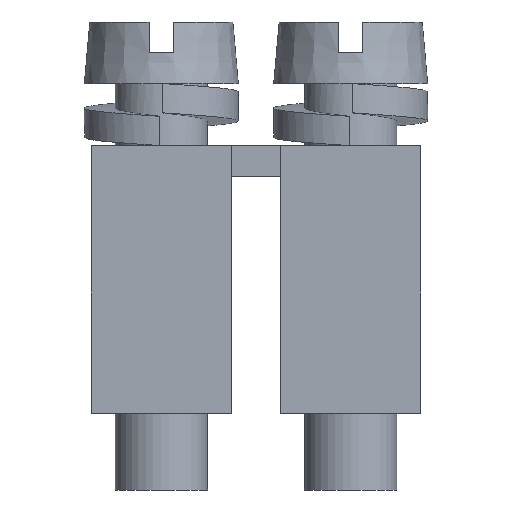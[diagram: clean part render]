
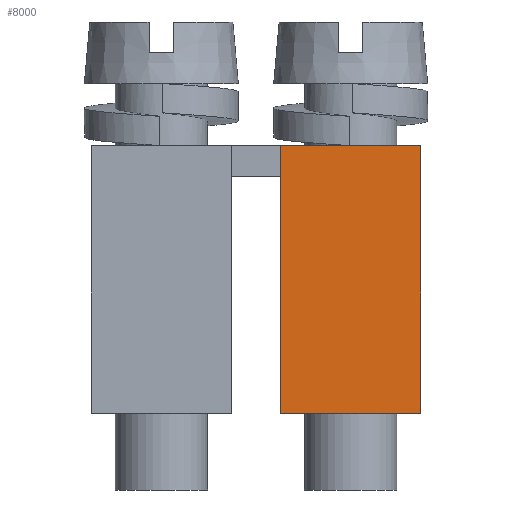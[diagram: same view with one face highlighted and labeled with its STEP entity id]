
A CAD part, front view. The second image highlights one B-rep face of the part: STEP entity #8000.
In plain terms, the highlighted face is planar.
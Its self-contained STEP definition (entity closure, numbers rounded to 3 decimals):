
#1000=CARTESIAN_POINT('',(44.429,-26.428,
7.075));
#1010=DIRECTION('',(0.,0.,-1.));
#1020=VECTOR('',#1010,1.);
#1030=LINE('',#1000,#1020);
#1040=CARTESIAN_POINT('',(44.429,-26.428,-35.975));
#1050=VERTEX_POINT('',#1040);
#1060=CARTESIAN_POINT('',(44.429,-26.428,-40.525));
#1070=VERTEX_POINT('',#1060);
#1080=EDGE_CURVE('',#1050,#1070,#1030,.T.);
#1580=CARTESIAN_POINT('',(44.429,-17.728,-40.525));
#1590=VERTEX_POINT('',#1580);
#1620=CARTESIAN_POINT('',(44.429,-18.228,-40.525));
#1630=DIRECTION('',(0.,1.,0.));
#1640=VECTOR('',#1630,1.);
#1650=LINE('',#1620,#1640);
#1660=EDGE_CURVE('',#1070,#1590,#1650,.T.);
#3280=CARTESIAN_POINT('',(44.429,-17.728,-35.975));
#3290=VERTEX_POINT('',#3280);
#3320=CARTESIAN_POINT('',(44.429,-17.728,
7.075));
#3330=DIRECTION('',(0.,0.,-1.));
#3340=VECTOR('',#3330,1.);
#3350=LINE('',#3320,#3340);
#3360=EDGE_CURVE('',#3290,#1590,#3350,.T.);
#7840=CARTESIAN_POINT('',(44.429,-17.728,
7.075));
#7850=DIRECTION('',(-1.,0.,0.));
#7860=DIRECTION('',(0.,1.,0.));
#7870=AXIS2_PLACEMENT_3D('',#7840,#7850,#7860);
#7880=PLANE('',#7870);
#7890=ORIENTED_EDGE('',*,*,#3360,.T.);
#7900=CARTESIAN_POINT('',(44.429,-18.228,-35.975));
#7910=DIRECTION('',(0.,1.,0.));
#7920=VECTOR('',#7910,1.);
#7930=LINE('',#7900,#7920);
#7940=EDGE_CURVE('',#1050,#3290,#7930,.T.);
#7950=ORIENTED_EDGE('',*,*,#7940,.T.);
#7960=ORIENTED_EDGE('',*,*,#1080,.F.);
#7970=ORIENTED_EDGE('',*,*,#1660,.F.);
#7980=EDGE_LOOP('',(#7970,#7960,#7950,#7890));
#7990=FACE_OUTER_BOUND('',#7980,.T.);
#8000=ADVANCED_FACE('',(#7990),#7880,.T.);
